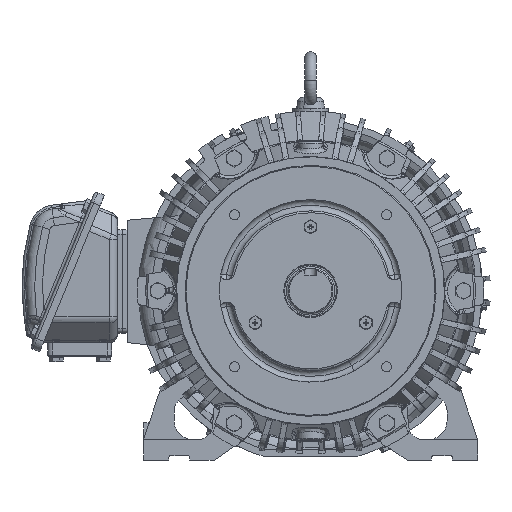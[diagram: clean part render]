
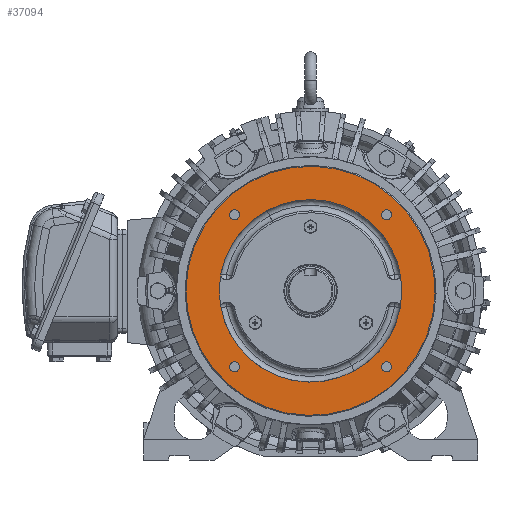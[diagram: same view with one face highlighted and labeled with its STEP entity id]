
A CAD part, left-side view. The second image highlights one B-rep face of the part: STEP entity #37094.
In plain terms, the highlighted planar face has unit normal (-1, 0, 0).
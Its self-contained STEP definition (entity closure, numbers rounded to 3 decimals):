
#36981=CARTESIAN_POINT('Axis2P3D Location',(-131.2,0.,97.)) ;
#36986=CARTESIAN_POINT('Axis2P3D Location',(-131.2,0.,0.)) ;
#36990=CARTESIAN_POINT('Vertex',(-131.2,-63.452,-116.148)) ;
#36992=CARTESIAN_POINT('Vertex',(-131.2,63.452,116.148)) ;
#36995=CARTESIAN_POINT('Axis2P3D Location',(-131.2,0.,0.)) ;
#37004=CARTESIAN_POINT('Axis2P3D Location',(-131.2,-80.822,80.822)) ;
#37008=CARTESIAN_POINT('Vertex',(-131.2,-85.466,78.285)) ;
#37010=CARTESIAN_POINT('Vertex',(-131.2,-76.178,83.359)) ;
#37013=CARTESIAN_POINT('Axis2P3D Location',(-131.2,-80.822,80.822)) ;
#37022=CARTESIAN_POINT('Axis2P3D Location',(-131.2,0.,0.)) ;
#37026=CARTESIAN_POINT('Vertex',(-131.2,46.504,85.126)) ;
#37028=CARTESIAN_POINT('Vertex',(-131.2,-46.504,-85.126)) ;
#37031=CARTESIAN_POINT('Axis2P3D Location',(-131.2,0.,0.)) ;
#37040=CARTESIAN_POINT('Axis2P3D Location',(-131.2,80.822,80.822)) ;
#37044=CARTESIAN_POINT('Vertex',(-131.2,85.466,83.359)) ;
#37046=CARTESIAN_POINT('Vertex',(-131.2,76.178,78.285)) ;
#37049=CARTESIAN_POINT('Axis2P3D Location',(-131.2,80.822,80.822)) ;
#37058=CARTESIAN_POINT('Axis2P3D Location',(-131.2,-80.822,-80.822)) ;
#37062=CARTESIAN_POINT('Vertex',(-131.2,-76.178,-78.285)) ;
#37064=CARTESIAN_POINT('Vertex',(-131.2,-85.466,-83.359)) ;
#37067=CARTESIAN_POINT('Axis2P3D Location',(-131.2,-80.822,-80.822)) ;
#37076=CARTESIAN_POINT('Axis2P3D Location',(-131.2,80.822,-80.822)) ;
#37080=CARTESIAN_POINT('Vertex',(-131.2,85.466,-78.285)) ;
#37082=CARTESIAN_POINT('Vertex',(-131.2,76.178,-83.359)) ;
#37085=CARTESIAN_POINT('Axis2P3D Location',(-131.2,80.822,-80.822)) ;
#36982=DIRECTION('Axis2P3D Direction',(-1.,0.,0.)) ;
#36983=DIRECTION('Axis2P3D XDirection',(0.,1.,0.)) ;
#36987=DIRECTION('Axis2P3D Direction',(-1.,0.,0.)) ;
#36996=DIRECTION('Axis2P3D Direction',(-1.,0.,0.)) ;
#37005=DIRECTION('Axis2P3D Direction',(-1.,0.,0.)) ;
#37014=DIRECTION('Axis2P3D Direction',(-1.,0.,0.)) ;
#37023=DIRECTION('Axis2P3D Direction',(-1.,0.,0.)) ;
#37032=DIRECTION('Axis2P3D Direction',(-1.,0.,0.)) ;
#37041=DIRECTION('Axis2P3D Direction',(-1.,0.,0.)) ;
#37050=DIRECTION('Axis2P3D Direction',(-1.,0.,0.)) ;
#37059=DIRECTION('Axis2P3D Direction',(-1.,0.,0.)) ;
#37068=DIRECTION('Axis2P3D Direction',(-1.,0.,0.)) ;
#37077=DIRECTION('Axis2P3D Direction',(-1.,0.,0.)) ;
#37086=DIRECTION('Axis2P3D Direction',(-1.,0.,0.)) ;
#36984=AXIS2_PLACEMENT_3D('Plane Axis2P3D',#36981,#36982,#36983) ;
#36988=AXIS2_PLACEMENT_3D('Circle Axis2P3D',#36986,#36987,$) ;
#36997=AXIS2_PLACEMENT_3D('Circle Axis2P3D',#36995,#36996,$) ;
#37006=AXIS2_PLACEMENT_3D('Circle Axis2P3D',#37004,#37005,$) ;
#37015=AXIS2_PLACEMENT_3D('Circle Axis2P3D',#37013,#37014,$) ;
#37024=AXIS2_PLACEMENT_3D('Circle Axis2P3D',#37022,#37023,$) ;
#37033=AXIS2_PLACEMENT_3D('Circle Axis2P3D',#37031,#37032,$) ;
#37042=AXIS2_PLACEMENT_3D('Circle Axis2P3D',#37040,#37041,$) ;
#37051=AXIS2_PLACEMENT_3D('Circle Axis2P3D',#37049,#37050,$) ;
#37060=AXIS2_PLACEMENT_3D('Circle Axis2P3D',#37058,#37059,$) ;
#37069=AXIS2_PLACEMENT_3D('Circle Axis2P3D',#37067,#37068,$) ;
#37078=AXIS2_PLACEMENT_3D('Circle Axis2P3D',#37076,#37077,$) ;
#37087=AXIS2_PLACEMENT_3D('Circle Axis2P3D',#37085,#37086,$) ;
#37001=ORIENTED_EDGE('',*,*,#36994,.T.) ;
#37002=ORIENTED_EDGE('',*,*,#36999,.T.) ;
#37019=ORIENTED_EDGE('',*,*,#37012,.F.) ;
#37020=ORIENTED_EDGE('',*,*,#37017,.F.) ;
#37037=ORIENTED_EDGE('',*,*,#37030,.F.) ;
#37038=ORIENTED_EDGE('',*,*,#37035,.F.) ;
#37055=ORIENTED_EDGE('',*,*,#37048,.F.) ;
#37056=ORIENTED_EDGE('',*,*,#37053,.F.) ;
#37073=ORIENTED_EDGE('',*,*,#37066,.F.) ;
#37074=ORIENTED_EDGE('',*,*,#37071,.F.) ;
#37091=ORIENTED_EDGE('',*,*,#37084,.F.) ;
#37092=ORIENTED_EDGE('',*,*,#37089,.F.) ;
#37021=FACE_BOUND('',#37018,.T.) ;
#37039=FACE_BOUND('',#37036,.T.) ;
#37057=FACE_BOUND('',#37054,.T.) ;
#37075=FACE_BOUND('',#37072,.T.) ;
#37093=FACE_BOUND('',#37090,.T.) ;
#37094=ADVANCED_FACE('31103B928.1',(#37003,#37021,#37039,#37057,#37075,#37093),#36985,.T.) ;
#36989=CIRCLE('generated circle',#36988,132.35) ;
#36998=CIRCLE('generated circle',#36997,132.35) ;
#37007=CIRCLE('generated circle',#37006,5.292) ;
#37016=CIRCLE('generated circle',#37015,5.292) ;
#37025=CIRCLE('generated circle',#37024,97.) ;
#37034=CIRCLE('generated circle',#37033,97.) ;
#37043=CIRCLE('generated circle',#37042,5.292) ;
#37052=CIRCLE('generated circle',#37051,5.292) ;
#37061=CIRCLE('generated circle',#37060,5.292) ;
#37070=CIRCLE('generated circle',#37069,5.292) ;
#37079=CIRCLE('generated circle',#37078,5.292) ;
#37088=CIRCLE('generated circle',#37087,5.292) ;
#36994=EDGE_CURVE('',#36991,#36993,#36989,.T.) ;
#36999=EDGE_CURVE('',#36993,#36991,#36998,.T.) ;
#37012=EDGE_CURVE('',#37009,#37011,#37007,.T.) ;
#37017=EDGE_CURVE('',#37011,#37009,#37016,.T.) ;
#37030=EDGE_CURVE('',#37027,#37029,#37025,.T.) ;
#37035=EDGE_CURVE('',#37029,#37027,#37034,.T.) ;
#37048=EDGE_CURVE('',#37045,#37047,#37043,.T.) ;
#37053=EDGE_CURVE('',#37047,#37045,#37052,.T.) ;
#37066=EDGE_CURVE('',#37063,#37065,#37061,.T.) ;
#37071=EDGE_CURVE('',#37065,#37063,#37070,.T.) ;
#37084=EDGE_CURVE('',#37081,#37083,#37079,.T.) ;
#37089=EDGE_CURVE('',#37083,#37081,#37088,.T.) ;
#37000=EDGE_LOOP('',(#37001,#37002)) ;
#37018=EDGE_LOOP('',(#37019,#37020)) ;
#37036=EDGE_LOOP('',(#37037,#37038)) ;
#37054=EDGE_LOOP('',(#37055,#37056)) ;
#37072=EDGE_LOOP('',(#37073,#37074)) ;
#37090=EDGE_LOOP('',(#37091,#37092)) ;
#37003=FACE_OUTER_BOUND('',#37000,.T.) ;
#36985=PLANE('Plane',#36984) ;
#36991=VERTEX_POINT('',#36990) ;
#36993=VERTEX_POINT('',#36992) ;
#37009=VERTEX_POINT('',#37008) ;
#37011=VERTEX_POINT('',#37010) ;
#37027=VERTEX_POINT('',#37026) ;
#37029=VERTEX_POINT('',#37028) ;
#37045=VERTEX_POINT('',#37044) ;
#37047=VERTEX_POINT('',#37046) ;
#37063=VERTEX_POINT('',#37062) ;
#37065=VERTEX_POINT('',#37064) ;
#37081=VERTEX_POINT('',#37080) ;
#37083=VERTEX_POINT('',#37082) ;
